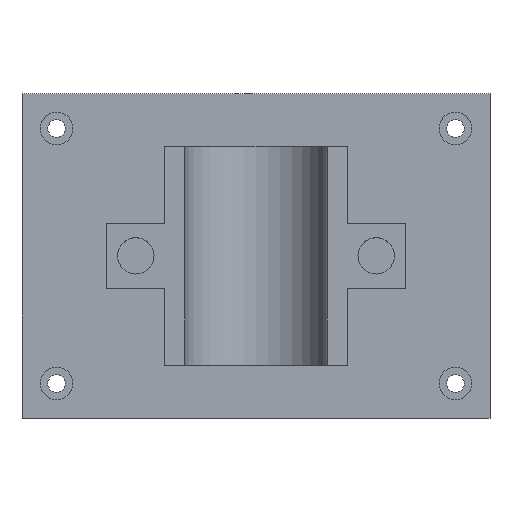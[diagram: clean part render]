
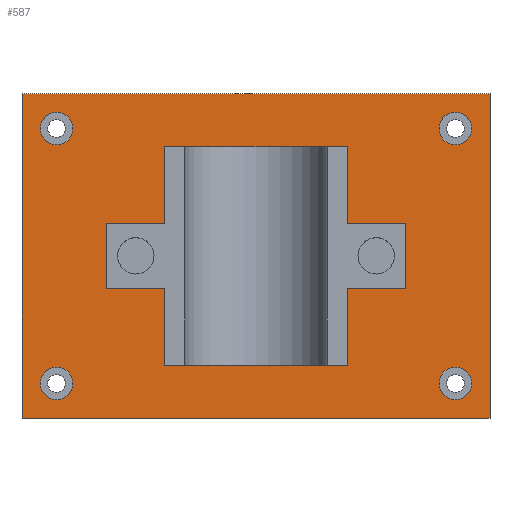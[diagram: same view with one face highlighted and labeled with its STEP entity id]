
A CAD part, top view. The second image highlights one B-rep face of the part: STEP entity #587.
In plain terms, the highlighted planar face has unit normal (0, 0, 1).
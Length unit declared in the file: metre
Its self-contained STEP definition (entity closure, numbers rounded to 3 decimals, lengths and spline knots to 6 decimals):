
#25=LINE('',#867,#77);
#37=LINE('',#914,#89);
#41=LINE('',#922,#93);
#44=LINE('',#928,#96);
#46=LINE('',#931,#98);
#47=LINE('',#933,#99);
#48=LINE('',#935,#100);
#49=LINE('',#937,#101);
#50=LINE('',#939,#102);
#51=LINE('',#941,#103);
#52=LINE('',#943,#104);
#53=LINE('',#945,#105);
#54=LINE('',#947,#106);
#55=LINE('',#949,#107);
#56=LINE('',#951,#108);
#57=LINE('',#953,#109);
#77=VECTOR('',#694,1.);
#89=VECTOR('',#736,1.);
#93=VECTOR('',#742,1.);
#96=VECTOR('',#747,1.);
#98=VECTOR('',#751,1.);
#99=VECTOR('',#754,1.);
#100=VECTOR('',#755,1.);
#101=VECTOR('',#756,1.);
#102=VECTOR('',#757,1.);
#103=VECTOR('',#758,1.);
#104=VECTOR('',#759,1.);
#105=VECTOR('',#760,1.);
#106=VECTOR('',#761,1.);
#107=VECTOR('',#762,1.);
#108=VECTOR('',#763,1.);
#109=VECTOR('',#764,1.);
#166=ORIENTED_EDGE('',*,*,#309,.F.);
#167=ORIENTED_EDGE('',*,*,#278,.F.);
#168=ORIENTED_EDGE('',*,*,#310,.T.);
#169=ORIENTED_EDGE('',*,*,#311,.F.);
#170=ORIENTED_EDGE('',*,*,#312,.T.);
#171=ORIENTED_EDGE('',*,*,#313,.T.);
#172=ORIENTED_EDGE('',*,*,#314,.T.);
#173=ORIENTED_EDGE('',*,*,#315,.T.);
#174=ORIENTED_EDGE('',*,*,#316,.F.);
#175=ORIENTED_EDGE('',*,*,#317,.T.);
#176=ORIENTED_EDGE('',*,*,#318,.F.);
#177=ORIENTED_EDGE('',*,*,#319,.F.);
#178=ORIENTED_EDGE('',*,*,#320,.F.);
#179=ORIENTED_EDGE('',*,*,#321,.F.);
#180=ORIENTED_EDGE('',*,*,#322,.F.);
#181=ORIENTED_EDGE('',*,*,#323,.F.);
#182=ORIENTED_EDGE('',*,*,#299,.F.);
#183=ORIENTED_EDGE('',*,*,#303,.T.);
#184=ORIENTED_EDGE('',*,*,#306,.T.);
#185=ORIENTED_EDGE('',*,*,#308,.F.);
#278=EDGE_CURVE('',#352,#353,#25,.T.);
#299=EDGE_CURVE('',#372,#373,#37,.T.);
#303=EDGE_CURVE('',#372,#375,#41,.T.);
#306=EDGE_CURVE('',#375,#377,#44,.T.);
#308=EDGE_CURVE('',#373,#377,#46,.T.);
#309=EDGE_CURVE('',#353,#378,#47,.T.);
#310=EDGE_CURVE('',#352,#379,#48,.T.);
#311=EDGE_CURVE('',#380,#379,#49,.T.);
#312=EDGE_CURVE('',#380,#381,#50,.T.);
#313=EDGE_CURVE('',#381,#382,#51,.T.);
#314=EDGE_CURVE('',#382,#383,#52,.T.);
#315=EDGE_CURVE('',#383,#384,#53,.T.);
#316=EDGE_CURVE('',#385,#384,#54,.T.);
#317=EDGE_CURVE('',#385,#386,#55,.T.);
#318=EDGE_CURVE('',#387,#386,#56,.T.);
#319=EDGE_CURVE('',#378,#387,#57,.T.);
#320=EDGE_CURVE('',#388,#388,#415,.T.);
#321=EDGE_CURVE('',#389,#389,#416,.T.);
#322=EDGE_CURVE('',#390,#390,#417,.T.);
#323=EDGE_CURVE('',#391,#391,#418,.T.);
#352=VERTEX_POINT('',#866);
#353=VERTEX_POINT('',#868);
#372=VERTEX_POINT('',#913);
#373=VERTEX_POINT('',#915);
#375=VERTEX_POINT('',#921);
#377=VERTEX_POINT('',#927);
#378=VERTEX_POINT('',#934);
#379=VERTEX_POINT('',#936);
#380=VERTEX_POINT('',#938);
#381=VERTEX_POINT('',#940);
#382=VERTEX_POINT('',#942);
#383=VERTEX_POINT('',#944);
#384=VERTEX_POINT('',#946);
#385=VERTEX_POINT('',#948);
#386=VERTEX_POINT('',#950);
#387=VERTEX_POINT('',#952);
#388=VERTEX_POINT('',#955);
#389=VERTEX_POINT('',#957);
#390=VERTEX_POINT('',#959);
#391=VERTEX_POINT('',#961);
#415=CIRCLE('',#648,0.00225);
#416=CIRCLE('',#649,0.00225);
#417=CIRCLE('',#650,0.00225);
#418=CIRCLE('',#651,0.00225);
#442=EDGE_LOOP('',(#166,#167,#168,#169,#170,#171,#172,#173,#174,#175,#176,
#177));
#443=EDGE_LOOP('',(#178));
#444=EDGE_LOOP('',(#179));
#445=EDGE_LOOP('',(#180));
#446=EDGE_LOOP('',(#181));
#447=EDGE_LOOP('',(#182,#183,#184,#185));
#504=FACE_BOUND('',#442,.T.);
#505=FACE_BOUND('',#443,.T.);
#506=FACE_BOUND('',#444,.T.);
#507=FACE_BOUND('',#445,.T.);
#508=FACE_BOUND('',#446,.T.);
#509=FACE_BOUND('',#447,.T.);
#557=PLANE('',#647);
#587=ADVANCED_FACE('',(#504,#505,#506,#507,#508,#509),#557,.T.);
#647=AXIS2_PLACEMENT_3D('',#932,#752,#753);
#648=AXIS2_PLACEMENT_3D('',#954,#765,#766);
#649=AXIS2_PLACEMENT_3D('',#956,#767,#768);
#650=AXIS2_PLACEMENT_3D('',#958,#769,#770);
#651=AXIS2_PLACEMENT_3D('',#960,#771,#772);
#694=DIRECTION('',(-1.,0.,0.));
#736=DIRECTION('',(0.,1.,0.));
#742=DIRECTION('',(1.,0.,0.));
#747=DIRECTION('',(0.,1.,0.));
#751=DIRECTION('',(1.,0.,0.));
#752=DIRECTION('',(0.,0.,1.));
#753=DIRECTION('',(1.,0.,0.));
#754=DIRECTION('',(0.,-1.,0.));
#755=DIRECTION('',(0.,-1.,0.));
#756=DIRECTION('',(-1.,0.,0.));
#757=DIRECTION('',(0.,-1.,0.));
#758=DIRECTION('',(-1.,0.,0.));
#759=DIRECTION('',(0.,-1.,0.));
#760=DIRECTION('',(-1.,0.,0.));
#761=DIRECTION('',(0.,-1.,0.));
#762=DIRECTION('',(-1.,0.,0.));
#763=DIRECTION('',(0.,-1.,0.));
#764=DIRECTION('',(-1.,0.,0.));
#765=DIRECTION('',(0.,0.,1.));
#766=DIRECTION('',(1.,0.,0.));
#767=DIRECTION('',(0.,0.,1.));
#768=DIRECTION('',(1.,0.,0.));
#769=DIRECTION('',(0.,0.,1.));
#770=DIRECTION('',(1.,0.,0.));
#771=DIRECTION('',(0.,0.,1.));
#772=DIRECTION('',(1.,0.,0.));
#866=CARTESIAN_POINT('',(0.044625,0.03725,0.004));
#867=CARTESIAN_POINT('',(0.032125,0.03725,0.004));
#868=CARTESIAN_POINT('',(0.019625,0.03725,0.004));
#913=CARTESIAN_POINT('',(0.,0.,0.004));
#914=CARTESIAN_POINT('',(0.,0.02225,0.004));
#915=CARTESIAN_POINT('',(0.,0.0445,0.004));
#921=CARTESIAN_POINT('',(0.06425,0.,0.004));
#922=CARTESIAN_POINT('',(0.032125,0.,0.004));
#927=CARTESIAN_POINT('',(0.06425,0.0445,0.004));
#928=CARTESIAN_POINT('',(0.06425,0.02225,0.004));
#931=CARTESIAN_POINT('',(0.032125,0.0445,0.004));
#932=CARTESIAN_POINT('',(0.032125,0.02225,0.004));
#933=CARTESIAN_POINT('',(0.019625,0.032,0.004));
#934=CARTESIAN_POINT('',(0.019625,0.02675,0.004));
#935=CARTESIAN_POINT('',(0.044625,0.032,0.004));
#936=CARTESIAN_POINT('',(0.044625,0.02675,0.004));
#937=CARTESIAN_POINT('',(0.048625,0.02675,0.004));
#938=CARTESIAN_POINT('',(0.052625,0.02675,0.004));
#939=CARTESIAN_POINT('',(0.052625,0.02225,0.004));
#940=CARTESIAN_POINT('',(0.052625,0.01775,0.004));
#941=CARTESIAN_POINT('',(0.048625,0.01775,0.004));
#942=CARTESIAN_POINT('',(0.044625,0.01775,0.004));
#943=CARTESIAN_POINT('',(0.044625,0.0125,0.004));
#944=CARTESIAN_POINT('',(0.044625,0.00725,0.004));
#945=CARTESIAN_POINT('',(0.032125,0.00725,0.004));
#946=CARTESIAN_POINT('',(0.019625,0.00725,0.004));
#947=CARTESIAN_POINT('',(0.019625,0.0125,0.004));
#948=CARTESIAN_POINT('',(0.019625,0.01775,0.004));
#949=CARTESIAN_POINT('',(0.015625,0.01775,0.004));
#950=CARTESIAN_POINT('',(0.011625,0.01775,0.004));
#951=CARTESIAN_POINT('',(0.011625,0.02225,0.004));
#952=CARTESIAN_POINT('',(0.011625,0.02675,0.004));
#953=CARTESIAN_POINT('',(0.015625,0.02675,0.004));
#954=CARTESIAN_POINT('',(0.00475,0.00475,0.004));
#955=CARTESIAN_POINT('',(0.007,0.00475,0.004));
#956=CARTESIAN_POINT('',(0.0595,0.00475,0.004));
#957=CARTESIAN_POINT('',(0.06175,0.00475,0.004));
#958=CARTESIAN_POINT('',(0.0595,0.03975,0.004));
#959=CARTESIAN_POINT('',(0.06175,0.03975,0.004));
#960=CARTESIAN_POINT('',(0.00475,0.03975,0.004));
#961=CARTESIAN_POINT('',(0.007,0.03975,0.004));
